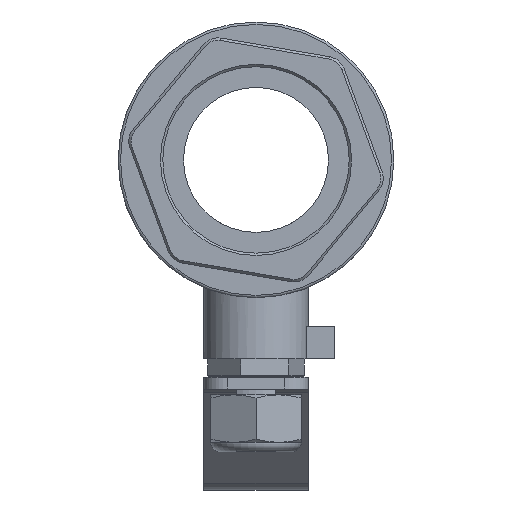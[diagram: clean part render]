
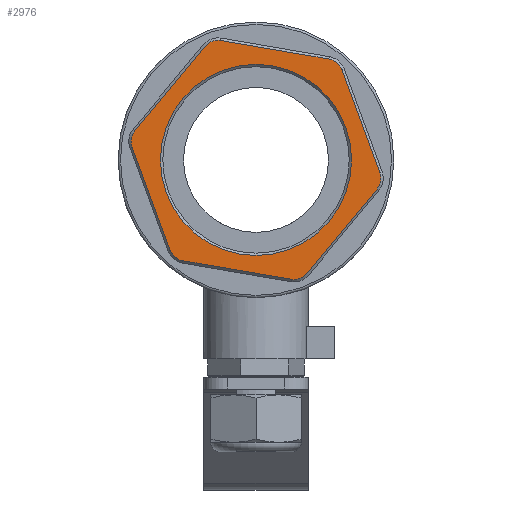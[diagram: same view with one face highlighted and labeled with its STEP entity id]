
A CAD part, front view. The second image highlights one B-rep face of the part: STEP entity #2976.
In plain terms, the highlighted planar face has unit normal (0, -1, 0).
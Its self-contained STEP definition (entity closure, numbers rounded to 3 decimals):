
#114=FACE_BOUND('',#473,.T.);
#133=PLANE('',#3213);
#277=FACE_OUTER_BOUND('',#472,.T.);
#472=EDGE_LOOP('',(#2037,#2038,#2039,#2040,#2041,#2042,#2043,#2044,#2045,
#2046,#2047,#2048));
#473=EDGE_LOOP('',(#2049));
#686=LINE('',#4590,#906);
#687=LINE('',#4594,#907);
#688=LINE('',#4598,#908);
#689=LINE('',#4602,#909);
#690=LINE('',#4606,#910);
#691=LINE('',#4610,#911);
#906=VECTOR('',#3607,10.);
#907=VECTOR('',#3610,10.);
#908=VECTOR('',#3613,10.);
#909=VECTOR('',#3616,10.);
#910=VECTOR('',#3619,10.);
#911=VECTOR('',#3622,10.);
#1124=CIRCLE('',#3209,20.1);
#1127=CIRCLE('',#3214,3.5);
#1128=CIRCLE('',#3215,3.5);
#1129=CIRCLE('',#3216,3.5);
#1130=CIRCLE('',#3217,3.5);
#1131=CIRCLE('',#3218,3.5);
#1132=CIRCLE('',#3219,3.5);
#1297=VERTEX_POINT('',#4578);
#1300=VERTEX_POINT('',#4588);
#1301=VERTEX_POINT('',#4589);
#1302=VERTEX_POINT('',#4591);
#1303=VERTEX_POINT('',#4593);
#1304=VERTEX_POINT('',#4595);
#1305=VERTEX_POINT('',#4597);
#1306=VERTEX_POINT('',#4599);
#1307=VERTEX_POINT('',#4601);
#1308=VERTEX_POINT('',#4603);
#1309=VERTEX_POINT('',#4605);
#1310=VERTEX_POINT('',#4607);
#1311=VERTEX_POINT('',#4609);
#1577=EDGE_CURVE('',#1297,#1297,#1124,.T.);
#1582=EDGE_CURVE('',#1300,#1301,#686,.T.);
#1583=EDGE_CURVE('',#1302,#1300,#1127,.T.);
#1584=EDGE_CURVE('',#1303,#1302,#687,.T.);
#1585=EDGE_CURVE('',#1304,#1303,#1128,.T.);
#1586=EDGE_CURVE('',#1305,#1304,#688,.T.);
#1587=EDGE_CURVE('',#1306,#1305,#1129,.T.);
#1588=EDGE_CURVE('',#1307,#1306,#689,.T.);
#1589=EDGE_CURVE('',#1308,#1307,#1130,.T.);
#1590=EDGE_CURVE('',#1309,#1308,#690,.T.);
#1591=EDGE_CURVE('',#1310,#1309,#1131,.T.);
#1592=EDGE_CURVE('',#1311,#1310,#691,.T.);
#1593=EDGE_CURVE('',#1301,#1311,#1132,.T.);
#2037=ORIENTED_EDGE('',*,*,#1582,.F.);
#2038=ORIENTED_EDGE('',*,*,#1583,.F.);
#2039=ORIENTED_EDGE('',*,*,#1584,.F.);
#2040=ORIENTED_EDGE('',*,*,#1585,.F.);
#2041=ORIENTED_EDGE('',*,*,#1586,.F.);
#2042=ORIENTED_EDGE('',*,*,#1587,.F.);
#2043=ORIENTED_EDGE('',*,*,#1588,.F.);
#2044=ORIENTED_EDGE('',*,*,#1589,.F.);
#2045=ORIENTED_EDGE('',*,*,#1590,.F.);
#2046=ORIENTED_EDGE('',*,*,#1591,.F.);
#2047=ORIENTED_EDGE('',*,*,#1592,.F.);
#2048=ORIENTED_EDGE('',*,*,#1593,.F.);
#2049=ORIENTED_EDGE('',*,*,#1577,.F.);
#2976=ADVANCED_FACE('',(#277,#114),#133,.F.);
#3209=AXIS2_PLACEMENT_3D('',#4579,#3595,#3596);
#3213=AXIS2_PLACEMENT_3D('',#4587,#3605,#3606);
#3214=AXIS2_PLACEMENT_3D('',#4592,#3608,#3609);
#3215=AXIS2_PLACEMENT_3D('',#4596,#3611,#3612);
#3216=AXIS2_PLACEMENT_3D('',#4600,#3614,#3615);
#3217=AXIS2_PLACEMENT_3D('',#4604,#3617,#3618);
#3218=AXIS2_PLACEMENT_3D('',#4608,#3620,#3621);
#3219=AXIS2_PLACEMENT_3D('',#4611,#3623,#3624);
#3595=DIRECTION('center_axis',(0.,-1.,0.));
#3596=DIRECTION('ref_axis',(1.,0.,0.));
#3605=DIRECTION('center_axis',(0.,1.,0.));
#3606=DIRECTION('ref_axis',(1.,0.,0.));
#3607=DIRECTION('',(-0.986,0.,0.169));
#3608=DIRECTION('center_axis',(0.,1.,0.));
#3609=DIRECTION('ref_axis',(0.346,0.,-0.938));
#3610=DIRECTION('',(-0.639,0.,-0.769));
#3611=DIRECTION('center_axis',(0.,1.,0.));
#3612=DIRECTION('ref_axis',(0.986,0.,-0.169));
#3613=DIRECTION('',(0.346,0.,-0.938));
#3614=DIRECTION('center_axis',(0.,1.,0.));
#3615=DIRECTION('ref_axis',(0.639,0.,0.769));
#3616=DIRECTION('',(0.986,0.,-0.169));
#3617=DIRECTION('center_axis',(0.,1.,0.));
#3618=DIRECTION('ref_axis',(-0.346,0.,0.938));
#3619=DIRECTION('',(0.639,0.,0.769));
#3620=DIRECTION('center_axis',(0.,1.,0.));
#3621=DIRECTION('ref_axis',(-0.986,0.,0.169));
#3622=DIRECTION('',(-0.346,0.,0.938));
#3623=DIRECTION('center_axis',(0.,1.,0.));
#3624=DIRECTION('ref_axis',(-0.639,0.,-0.769));
#4578=CARTESIAN_POINT('',(-20.1,0.,0.));
#4579=CARTESIAN_POINT('Origin',(0.,0.,0.));
#4587=CARTESIAN_POINT('Origin',(0.,0.,0.));
#4588=CARTESIAN_POINT('',(7.404,0.,-25.115));
#4589=CARTESIAN_POINT('',(-15.357,0.,-21.208));
#4590=CARTESIAN_POINT('',(2.852,0.,-24.333));
#4591=CARTESIAN_POINT('',(10.688,0.,-23.903));
#4592=CARTESIAN_POINT('Origin',(7.997,0.,-21.665));
#4593=CARTESIAN_POINT('',(25.452,0.,-6.145));
#4594=CARTESIAN_POINT('',(22.499,0.,-9.697));
#4595=CARTESIAN_POINT('',(26.045,0.,-2.695));
#4596=CARTESIAN_POINT('Origin',(22.761,0.,-3.907));
#4597=CARTESIAN_POINT('',(18.048,0.,18.97));
#4598=CARTESIAN_POINT('',(19.647,0.,14.637));
#4599=CARTESIAN_POINT('',(15.357,0.,21.208));
#4600=CARTESIAN_POINT('Origin',(14.764,0.,17.758));
#4601=CARTESIAN_POINT('',(-7.404,0.,25.115));
#4602=CARTESIAN_POINT('',(-2.852,0.,24.333));
#4603=CARTESIAN_POINT('',(-10.688,0.,23.903));
#4604=CARTESIAN_POINT('Origin',(-7.997,0.,21.665));
#4605=CARTESIAN_POINT('',(-25.452,0.,6.145));
#4606=CARTESIAN_POINT('',(-22.499,0.,9.697));
#4607=CARTESIAN_POINT('',(-26.045,0.,2.695));
#4608=CARTESIAN_POINT('Origin',(-22.761,0.,3.907));
#4609=CARTESIAN_POINT('',(-18.048,0.,-18.97));
#4610=CARTESIAN_POINT('',(-19.647,0.,-14.637));
#4611=CARTESIAN_POINT('Origin',(-14.764,0.,-17.758));
